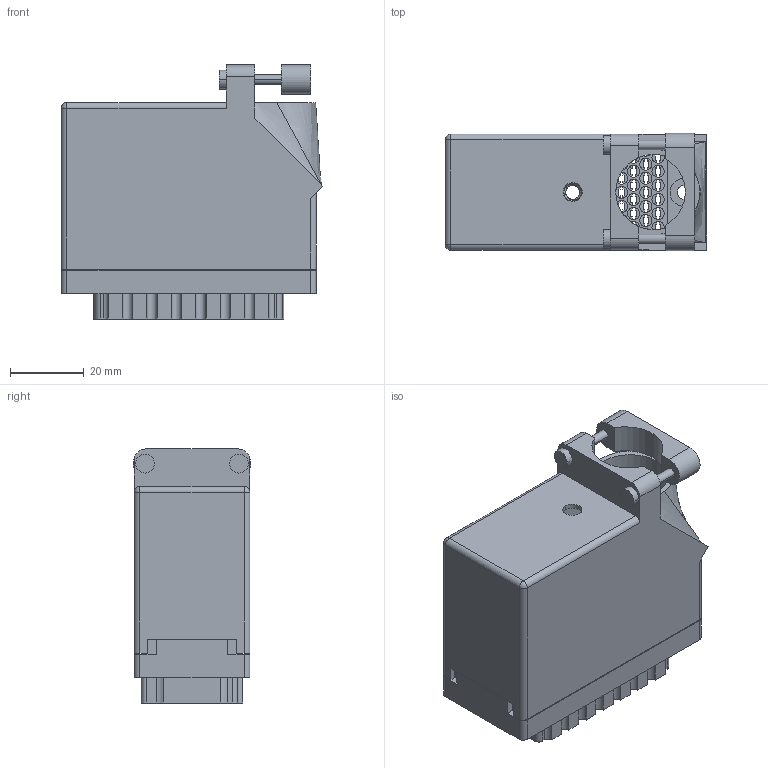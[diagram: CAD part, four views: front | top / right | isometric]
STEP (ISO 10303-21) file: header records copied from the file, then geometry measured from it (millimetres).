
FILE_DESCRIPTION (( 'STEP AP203' ), '1' );
FILE_NAME ('516-090-000-216.STEP', '2020-03-06T16:10:02', ( '' ), ( '' ), 'SwSTEP 2.0', 'SolidWorks 2016', '' );
FILE_SCHEMA (( 'CONFIG_CONTROL_DESIGN' ));
Length unit declared in the file: inch
Products named in the file (4): 516-230-001_Plastic - 090 Top Entry; 516 Part Receptacle_090; 516-090-000-216; 516-252-095-100
Assembly tree (3 placements, depth 2):
  516-090-000-216
    516 Part Receptacle_090
    516-230-001_Plastic - 090 Top Entry
    516-252-095-100
Bounding box: 70.83 x 31.75 x 68.73 mm (x, y, z)
Volume: 37372.3 mm3; surface area: 52131.1 mm2
Topology: 3 solids, 3 shells, 2046 faces, 6035 edges, 4017 vertices
Faces by surface type: plane 1423, cylinder 600, cone 12, bspline 9, sphere 2
Entity records: 71011 total; most frequent: CARTESIAN_POINT 14207, ORIENTED_EDGE 12066, DIRECTION 11617, EDGE_CURVE 6033, LINE 4431, VECTOR 4431, VERTEX_POINT 4017, AXIS2_PLACEMENT_3D 3593
